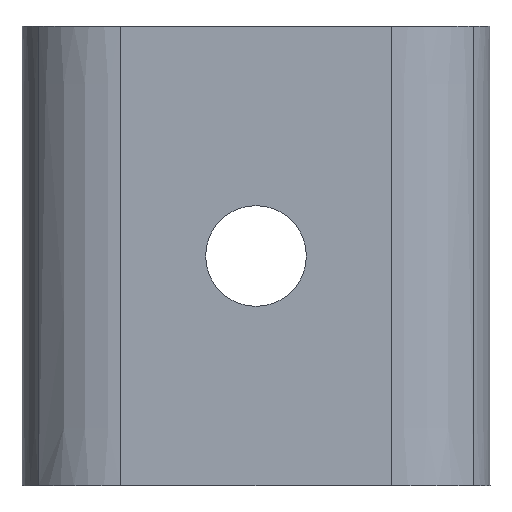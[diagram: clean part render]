
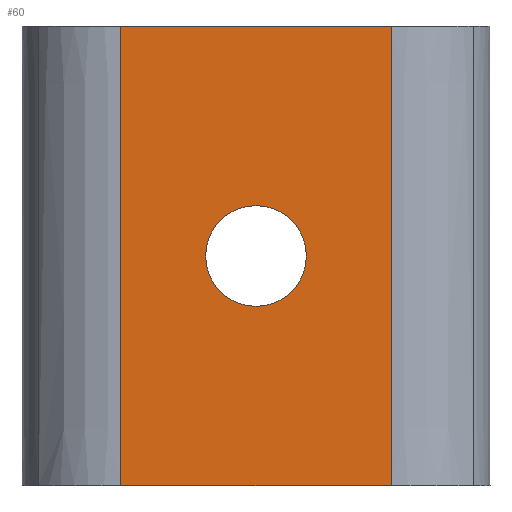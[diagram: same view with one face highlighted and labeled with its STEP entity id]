
A CAD part, left-side view. The second image highlights one B-rep face of the part: STEP entity #60.
In plain terms, the highlighted planar face has unit normal (-1, 0, 0).
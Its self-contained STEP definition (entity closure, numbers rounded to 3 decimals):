
#60=ADVANCED_FACE('',(#135,#136),#73,.T.);
#73=PLANE('',#393);
#88=LINE('',#633,#114);
#89=LINE('',#636,#115);
#90=LINE('',#638,#116);
#91=LINE('',#640,#117);
#92=LINE('',#642,#118);
#114=VECTOR('',#425,1.);
#115=VECTOR('',#426,1.);
#116=VECTOR('',#427,1.);
#117=VECTOR('',#428,1.);
#118=VECTOR('',#429,1.);
#135=FACE_BOUND('',#144,.T.);
#136=FACE_BOUND('',#145,.T.);
#144=EDGE_LOOP('',(#178));
#145=EDGE_LOOP('',(#179,#180,#181,#182,#183));
#178=ORIENTED_EDGE('',*,*,#301,.T.);
#179=ORIENTED_EDGE('',*,*,#302,.T.);
#180=ORIENTED_EDGE('',*,*,#303,.T.);
#181=ORIENTED_EDGE('',*,*,#304,.T.);
#182=ORIENTED_EDGE('',*,*,#305,.F.);
#183=ORIENTED_EDGE('',*,*,#306,.F.);
#264=VERTEX_POINT('',#632);
#265=VERTEX_POINT('',#634);
#266=VERTEX_POINT('',#635);
#267=VERTEX_POINT('',#637);
#268=VERTEX_POINT('',#639);
#269=VERTEX_POINT('',#641);
#301=EDGE_CURVE('',#264,#264,#330,.T.);
#302=EDGE_CURVE('',#265,#266,#88,.T.);
#303=EDGE_CURVE('',#266,#267,#89,.T.);
#304=EDGE_CURVE('',#267,#268,#90,.T.);
#305=EDGE_CURVE('',#269,#268,#91,.T.);
#306=EDGE_CURVE('',#265,#269,#92,.T.);
#330=CIRCLE('',#392,2.5);
#392=AXIS2_PLACEMENT_3D('',#631,#423,#424);
#393=AXIS2_PLACEMENT_3D('',#643,#430,#431);
#423=DIRECTION('',(1.,0.,0.));
#424=DIRECTION('',(0.,0.,-1.));
#425=DIRECTION('',(0.,0.,1.));
#426=DIRECTION('',(0.,1.,0.));
#427=DIRECTION('',(0.,0.,-1.));
#428=DIRECTION('',(0.,1.,0.));
#429=DIRECTION('',(0.,1.,0.));
#430=DIRECTION('',(-1.,0.,0.));
#431=DIRECTION('',(0.,0.,-1.));
#631=CARTESIAN_POINT('',(-6.098,0.,-11.396));
#632=CARTESIAN_POINT('',(-6.098,0.,-13.896));
#633=CARTESIAN_POINT('',(-6.098,-6.738,-32.548));
#634=CARTESIAN_POINT('',(-6.098,-6.738,-22.792));
#635=CARTESIAN_POINT('',(-6.098,-6.738,0.));
#636=CARTESIAN_POINT('',(-6.098,-6.738,0.));
#637=CARTESIAN_POINT('',(-6.098,6.738,0.));
#638=CARTESIAN_POINT('',(-6.098,6.738,-32.548));
#639=CARTESIAN_POINT('',(-6.098,6.738,-22.792));
#640=CARTESIAN_POINT('',(-6.098,3.369,-22.792));
#641=CARTESIAN_POINT('',(-6.098,0.,-22.792));
#642=CARTESIAN_POINT('',(-6.098,-3.369,-22.792));
#643=CARTESIAN_POINT('',(-6.098,-6.738,-32.548));
